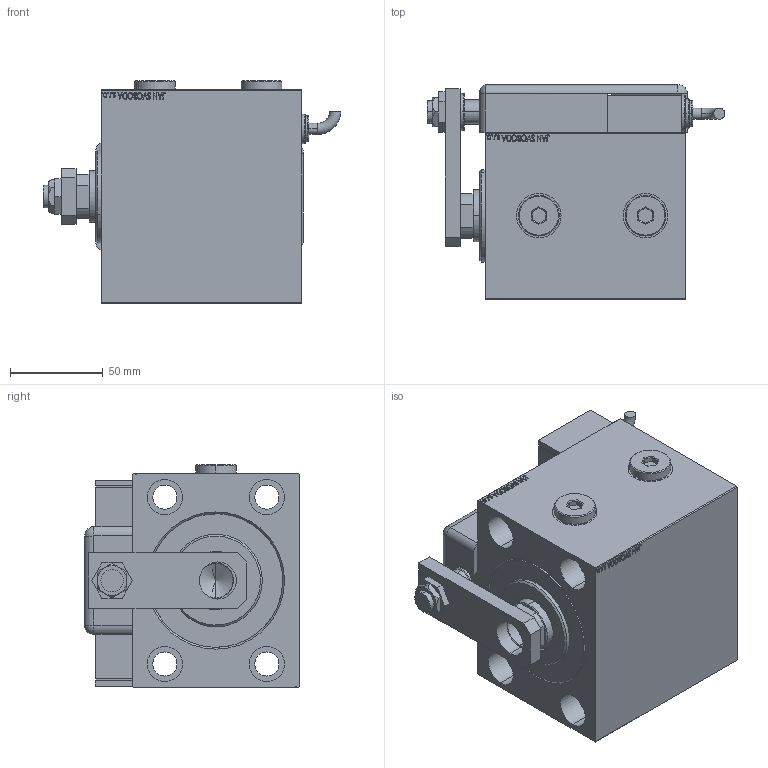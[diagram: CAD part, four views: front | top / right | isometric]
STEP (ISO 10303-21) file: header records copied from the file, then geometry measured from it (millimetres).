
FILE_DESCRIPTION (( 'STEP AP203' ), '1' );
FILE_NAME ('96bd.STEP', '2024-02-11T13:15:06', ( '' ), ( '' ), 'SwSTEP 2.0', 'SolidWorks 2019', '' );
FILE_SCHEMA (( 'CONFIG_CONTROL_DESIGN' ));
Length unit declared in the file: millimetre
Products named in the file (14): TYC 89588e79208609cb345083072df7fe8f; SWITCH Q 89588e79208609cb345083072df7fe8f; MAGNETIC SWITCH Q 89588e79208609cb345083072df7fe8f; NUT_D19 89588e79208609cb345083072df7fe8f; V450CM_VC_B 89588e79208609cb345083072df7fe8f; SWITCH_Q_FRONT_BACK 89588e79208609cb345083072df7fe8f; ZARAZKA_Q 89588e79208609cb345083072df7fe8f; V450CM_C_Body 89588e79208609cb345083072df7fe8f; NUT_D13 89588e79208609cb345083072df7fe8f; SWITCH DIM A_G 89588e79208609cb345083072df7fe8f; V450CM_C_VCP 89588e79208609cb345083072df7fe8f; 96bd; Zatka_OIL_PORT 89588e79208609cb345083072df7fe8f; KRYT 89588e79208609cb345083072df7fe8f
Assembly tree (15 placements, depth 3):
  96bd
    V450CM_C_Body 89588e79208609cb345083072df7fe8f
    V450CM_C_VCP 89588e79208609cb345083072df7fe8f
    V450CM_VC_B 89588e79208609cb345083072df7fe8f
    MAGNETIC SWITCH Q 89588e79208609cb345083072df7fe8f
      SWITCH_Q_FRONT_BACK 89588e79208609cb345083072df7fe8f
      TYC 89588e79208609cb345083072df7fe8f
      ZARAZKA_Q 89588e79208609cb345083072df7fe8f
      SWITCH DIM A_G 89588e79208609cb345083072df7fe8f
      NUT_D19 89588e79208609cb345083072df7fe8f
      NUT_D13 89588e79208609cb345083072df7fe8f
      KRYT 89588e79208609cb345083072df7fe8f
      SWITCH Q 89588e79208609cb345083072df7fe8f  x2
    Zatka_OIL_PORT 89588e79208609cb345083072df7fe8f  x2
Bounding box: 160.46 x 115.8 x 119.9 mm (x, y, z)
Volume: 1113147 mm3; surface area: 198229.2 mm2
Topology: 15 solids, 15 shells, 1303 faces, 3286 edges, 2163 vertices
Faces by surface type: plane 649, bspline 471, cylinder 133, cone 26, torus 22, sphere 2
Entity records: 61098 total; most frequent: CARTESIAN_POINT 32513, ORIENTED_EDGE 6296, DIRECTION 4060, EDGE_CURVE 3148, VERTEX_POINT 2079, LINE 1876, VECTOR 1876, EDGE_LOOP 1425
